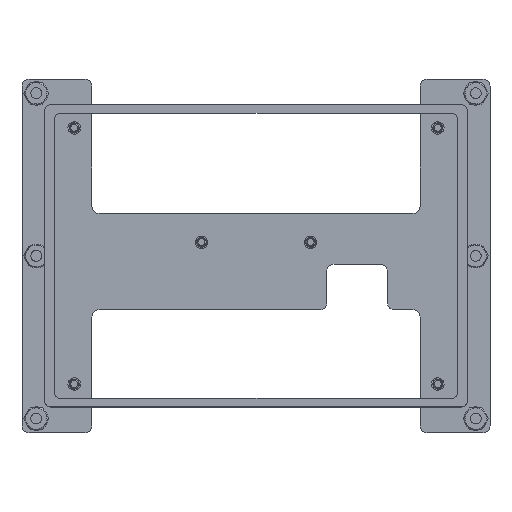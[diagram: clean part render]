
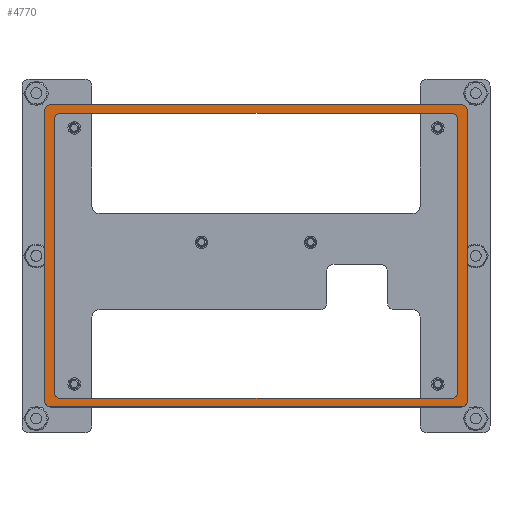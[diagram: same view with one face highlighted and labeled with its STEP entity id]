
A CAD part, top view. The second image highlights one B-rep face of the part: STEP entity #4770.
In plain terms, the highlighted planar face has unit normal (0, 0, 1).
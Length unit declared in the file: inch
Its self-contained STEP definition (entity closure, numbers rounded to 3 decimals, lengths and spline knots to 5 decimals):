
#28 = CARTESIAN_POINT ( 'NONE',  ( 3.70145, 2.5483, 0. ) ) ;
#139 = VECTOR ( 'NONE', #5992, 39.37008 ) ;
#159 = DIRECTION ( 'NONE',  ( 1., 0., 0. ) ) ;
#209 = DIRECTION ( 'NONE',  ( 0., 0., 1. ) ) ;
#325 = ORIENTED_EDGE ( 'NONE', *, *, #5506, .F. ) ;
#336 = CARTESIAN_POINT ( 'NONE',  ( -3.60145, 2.6483, 0. ) ) ;
#380 = CARTESIAN_POINT ( 'NONE',  ( 3.42365, -2.3902, 0. ) ) ;
#602 = CARTESIAN_POINT ( 'NONE',  ( -3.53165, 2.3902, 0. ) ) ;
#605 = CARTESIAN_POINT ( 'NONE',  ( -3.42365, -2.3902, 0. ) ) ;
#666 = ORIENTED_EDGE ( 'NONE', *, *, #8658, .F. ) ;
#768 = DIRECTION ( 'NONE',  ( 0., 1., 0. ) ) ;
#813 = CIRCLE ( 'NONE', #830, 0.1 ) ;
#830 = AXIS2_PLACEMENT_3D ( 'NONE', #4501, #7785, #159 ) ;
#1161 = AXIS2_PLACEMENT_3D ( 'NONE', #9496, #1970, #5405 ) ;
#1205 = CARTESIAN_POINT ( 'NONE',  ( -3.42365, -2.4982, 0. ) ) ;
#1211 = VERTEX_POINT ( 'NONE', #3315 ) ;
#1237 = VERTEX_POINT ( 'NONE', #6711 ) ;
#1256 = EDGE_CURVE ( 'NONE', #1396, #7266, #9197, .T. ) ;
#1350 = DIRECTION ( 'NONE',  ( 1., 0., 0. ) ) ;
#1396 = VERTEX_POINT ( 'NONE', #6125 ) ;
#1597 = AXIS2_PLACEMENT_3D ( 'NONE', #3145, #6500, #9789 ) ;
#1640 = CARTESIAN_POINT ( 'NONE',  ( 3.60145, -2.6483, 0. ) ) ;
#1836 = ORIENTED_EDGE ( 'NONE', *, *, #9579, .T. ) ;
#1883 = CIRCLE ( 'NONE', #1893, 0.108 ) ;
#1893 = AXIS2_PLACEMENT_3D ( 'NONE', #380, #3864, #7176 ) ;
#1970 = DIRECTION ( 'NONE',  ( 0., 0., 1. ) ) ;
#2127 = ORIENTED_EDGE ( 'NONE', *, *, #10318, .T. ) ;
#2132 = CIRCLE ( 'NONE', #10687, 0.108 ) ;
#2443 = VECTOR ( 'NONE', #5101, 39.37008 ) ;
#2498 = VERTEX_POINT ( 'NONE', #8372 ) ;
#2534 = CARTESIAN_POINT ( 'NONE',  ( 3.42365, 2.3902, 0. ) ) ;
#2559 = CARTESIAN_POINT ( 'NONE',  ( -3.42365, -2.4982, 0. ) ) ;
#2593 = CARTESIAN_POINT ( 'NONE',  ( -3.70145, -2.5483, 0. ) ) ;
#2693 = CARTESIAN_POINT ( 'NONE',  ( -3.53165, 2.3902, 0. ) ) ;
#2714 = EDGE_CURVE ( 'NONE', #7266, #9254, #813, .T. ) ;
#2807 = VECTOR ( 'NONE', #3520, 39.37008 ) ;
#2824 = FACE_OUTER_BOUND ( 'NONE', #8466, .T. ) ;
#2827 = VECTOR ( 'NONE', #4087, 39.37008 ) ;
#3060 = EDGE_CURVE ( 'NONE', #8241, #1237, #8201, .T. ) ;
#3066 = ORIENTED_EDGE ( 'NONE', *, *, #8898, .F. ) ;
#3145 = CARTESIAN_POINT ( 'NONE',  ( -3.60145, 2.5483, 0. ) ) ;
#3146 = CARTESIAN_POINT ( 'NONE',  ( 3.42365, 2.4982, 0. ) ) ;
#3245 = ORIENTED_EDGE ( 'NONE', *, *, #6312, .F. ) ;
#3268 = CIRCLE ( 'NONE', #9349, 0.108 ) ;
#3314 = EDGE_CURVE ( 'NONE', #9254, #6951, #7671, .T. ) ;
#3315 = CARTESIAN_POINT ( 'NONE',  ( -3.70145, -2.5483, 0. ) ) ;
#3324 = ORIENTED_EDGE ( 'NONE', *, *, #1256, .T. ) ;
#3421 = DIRECTION ( 'NONE',  ( 1., 0., 0. ) ) ;
#3446 = CIRCLE ( 'NONE', #9525, 0.1 ) ;
#3520 = DIRECTION ( 'NONE',  ( 0., 1., 0. ) ) ;
#3696 = DIRECTION ( 'NONE',  ( 1., 0., 0. ) ) ;
#3831 = DIRECTION ( 'NONE',  ( -1., 0., 0. ) ) ;
#3854 = ORIENTED_EDGE ( 'NONE', *, *, #10620, .T. ) ;
#3864 = DIRECTION ( 'NONE',  ( 0., 0., 1. ) ) ;
#4087 = DIRECTION ( 'NONE',  ( 0., -1., 0. ) ) ;
#4092 = DIRECTION ( 'NONE',  ( 0., 0., 1. ) ) ;
#4138 = VERTEX_POINT ( 'NONE', #7140 ) ;
#4142 = VECTOR ( 'NONE', #5962, 39.37008 ) ;
#4286 = AXIS2_PLACEMENT_3D ( 'NONE', #2534, #5938, #9216 ) ;
#4501 = CARTESIAN_POINT ( 'NONE',  ( 3.60145, -2.5483, 0. ) ) ;
#4566 = CARTESIAN_POINT ( 'NONE',  ( -3.60145, 2.6483, 0. ) ) ;
#4695 = ORIENTED_EDGE ( 'NONE', *, *, #2714, .T. ) ;
#4770 = ADVANCED_FACE ( 'NONE', ( #10298, #2824 ), #6207, .T. ) ;
#4894 = EDGE_CURVE ( 'NONE', #7545, #4138, #1883, .T. ) ;
#4930 = ORIENTED_EDGE ( 'NONE', *, *, #5652, .F. ) ;
#5086 = LINE ( 'NONE', #8362, #9804 ) ;
#5101 = DIRECTION ( 'NONE',  ( 1., 0., 0. ) ) ;
#5405 = DIRECTION ( 'NONE',  ( 1., 0., 0. ) ) ;
#5495 = EDGE_LOOP ( 'NONE', ( #10730, #3066, #325, #10302, #8364, #666, #3245, #4930 ) ) ;
#5506 = EDGE_CURVE ( 'NONE', #1237, #8477, #2132, .T. ) ;
#5576 = VECTOR ( 'NONE', #3831, 39.37008 ) ;
#5633 = CARTESIAN_POINT ( 'NONE',  ( -3.60145, -2.5483, 0. ) ) ;
#5652 = EDGE_CURVE ( 'NONE', #4138, #7221, #5086, .T. ) ;
#5938 = DIRECTION ( 'NONE',  ( 0., 0., 1. ) ) ;
#5962 = DIRECTION ( 'NONE',  ( 1., 0., 0. ) ) ;
#5992 = DIRECTION ( 'NONE',  ( 0., -1., 0. ) ) ;
#6125 = CARTESIAN_POINT ( 'NONE',  ( -3.60145, -2.6483, 0. ) ) ;
#6207 = PLANE ( 'NONE',  #1161 ) ;
#6312 = EDGE_CURVE ( 'NONE', #7221, #7830, #8947, .T. ) ;
#6379 = CARTESIAN_POINT ( 'NONE',  ( 3.53165, 2.3902, 0. ) ) ;
#6428 = CIRCLE ( 'NONE', #1597, 0.1 ) ;
#6488 = CARTESIAN_POINT ( 'NONE',  ( 3.70145, -2.5483, 0. ) ) ;
#6500 = DIRECTION ( 'NONE',  ( 0., 0., 1. ) ) ;
#6501 = DIRECTION ( 'NONE',  ( -1., 0., 0. ) ) ;
#6711 = CARTESIAN_POINT ( 'NONE',  ( -3.53165, -2.3902, 0. ) ) ;
#6951 = VERTEX_POINT ( 'NONE', #8485 ) ;
#7065 = CARTESIAN_POINT ( 'NONE',  ( 3.42365, 2.4982, 0. ) ) ;
#7140 = CARTESIAN_POINT ( 'NONE',  ( 3.53165, -2.3902, 0. ) ) ;
#7176 = DIRECTION ( 'NONE',  ( 1., 0., 0. ) ) ;
#7221 = VERTEX_POINT ( 'NONE', #6379 ) ;
#7239 = CARTESIAN_POINT ( 'NONE',  ( 3.60145, -2.6483, 0. ) ) ;
#7266 = VERTEX_POINT ( 'NONE', #7239 ) ;
#7401 = DIRECTION ( 'NONE',  ( 1., 0., 0. ) ) ;
#7545 = VERTEX_POINT ( 'NONE', #10041 ) ;
#7569 = CARTESIAN_POINT ( 'NONE',  ( 3.60145, 2.5483, 0. ) ) ;
#7604 = VECTOR ( 'NONE', #6501, 39.37008 ) ;
#7671 = LINE ( 'NONE', #28, #2807 ) ;
#7785 = DIRECTION ( 'NONE',  ( 0., 0., 1. ) ) ;
#7811 = CIRCLE ( 'NONE', #9178, 0.1 ) ;
#7830 = VERTEX_POINT ( 'NONE', #7065 ) ;
#7832 = VERTEX_POINT ( 'NONE', #10357 ) ;
#7840 = CARTESIAN_POINT ( 'NONE',  ( -3.42365, 2.3902, 0. ) ) ;
#7947 = LINE ( 'NONE', #336, #5576 ) ;
#8201 = LINE ( 'NONE', #602, #2827 ) ;
#8241 = VERTEX_POINT ( 'NONE', #2693 ) ;
#8362 = CARTESIAN_POINT ( 'NONE',  ( 3.53165, -2.3902, 0. ) ) ;
#8364 = ORIENTED_EDGE ( 'NONE', *, *, #10524, .F. ) ;
#8372 = CARTESIAN_POINT ( 'NONE',  ( -3.42365, 2.4982, 0. ) ) ;
#8394 = ORIENTED_EDGE ( 'NONE', *, *, #10742, .T. ) ;
#8466 = EDGE_LOOP ( 'NONE', ( #4695, #10566, #2127, #3854, #9422, #1836, #8394, #3324 ) ) ;
#8477 = VERTEX_POINT ( 'NONE', #1205 ) ;
#8485 = CARTESIAN_POINT ( 'NONE',  ( 3.70145, 2.5483, 0. ) ) ;
#8658 = EDGE_CURVE ( 'NONE', #7830, #2498, #10604, .T. ) ;
#8890 = VERTEX_POINT ( 'NONE', #10851 ) ;
#8898 = EDGE_CURVE ( 'NONE', #8477, #7545, #10060, .T. ) ;
#8914 = DIRECTION ( 'NONE',  ( 0., 0., 1. ) ) ;
#8947 = CIRCLE ( 'NONE', #4286, 0.108 ) ;
#9049 = VERTEX_POINT ( 'NONE', #4566 ) ;
#9178 = AXIS2_PLACEMENT_3D ( 'NONE', #5633, #8914, #1350 ) ;
#9197 = LINE ( 'NONE', #1640, #2443 ) ;
#9216 = DIRECTION ( 'NONE',  ( 1., 0., 0. ) ) ;
#9254 = VERTEX_POINT ( 'NONE', #6488 ) ;
#9349 = AXIS2_PLACEMENT_3D ( 'NONE', #7840, #209, #3696 ) ;
#9422 = ORIENTED_EDGE ( 'NONE', *, *, #10144, .T. ) ;
#9496 = CARTESIAN_POINT ( 'NONE',  ( 3.60145, -2.5483, 0. ) ) ;
#9525 = AXIS2_PLACEMENT_3D ( 'NONE', #7569, #10849, #3421 ) ;
#9579 = EDGE_CURVE ( 'NONE', #8890, #1211, #10093, .T. ) ;
#9789 = DIRECTION ( 'NONE',  ( 1., 0., 0. ) ) ;
#9804 = VECTOR ( 'NONE', #768, 39.37008 ) ;
#10041 = CARTESIAN_POINT ( 'NONE',  ( 3.42365, -2.4982, 0. ) ) ;
#10060 = LINE ( 'NONE', #2559, #4142 ) ;
#10093 = LINE ( 'NONE', #2593, #139 ) ;
#10144 = EDGE_CURVE ( 'NONE', #9049, #8890, #6428, .T. ) ;
#10298 = FACE_BOUND ( 'NONE', #5495, .T. ) ;
#10302 = ORIENTED_EDGE ( 'NONE', *, *, #3060, .F. ) ;
#10318 = EDGE_CURVE ( 'NONE', #6951, #7832, #3446, .T. ) ;
#10357 = CARTESIAN_POINT ( 'NONE',  ( 3.60145, 2.6483, 0. ) ) ;
#10524 = EDGE_CURVE ( 'NONE', #2498, #8241, #3268, .T. ) ;
#10566 = ORIENTED_EDGE ( 'NONE', *, *, #3314, .T. ) ;
#10604 = LINE ( 'NONE', #3146, #7604 ) ;
#10620 = EDGE_CURVE ( 'NONE', #7832, #9049, #7947, .T. ) ;
#10687 = AXIS2_PLACEMENT_3D ( 'NONE', #605, #4092, #7401 ) ;
#10730 = ORIENTED_EDGE ( 'NONE', *, *, #4894, .F. ) ;
#10742 = EDGE_CURVE ( 'NONE', #1211, #1396, #7811, .T. ) ;
#10849 = DIRECTION ( 'NONE',  ( 0., 0., 1. ) ) ;
#10851 = CARTESIAN_POINT ( 'NONE',  ( -3.70145, 2.5483, 0. ) ) ;
